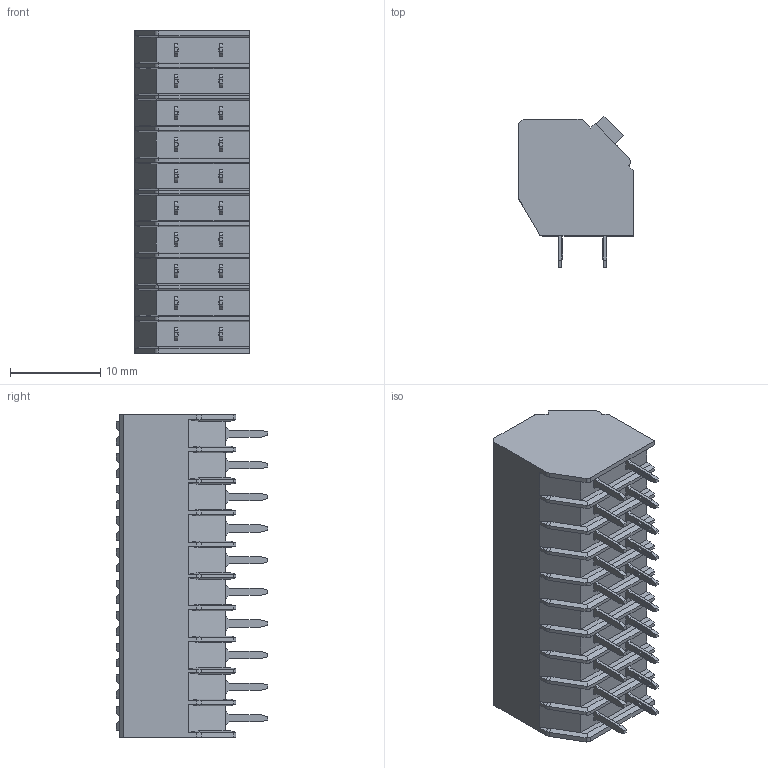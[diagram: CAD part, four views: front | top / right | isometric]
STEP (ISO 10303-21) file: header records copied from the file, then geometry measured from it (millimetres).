
FILE_DESCRIPTION((''),'2;1');
FILE_NAME('TLM-004AT-3_50-XXP-X','2024-09-29T',('sj'),(''),'PRO/ENGINEER BY PARAMETRIC TECHNOLOGY CORPORATION, 2015240','PRO/ENGINEER BY PARAMETRIC TECHNOLOGY CORPORATION, 2015240','');
FILE_SCHEMA(('CONFIG_CONTROL_DESIGN','SHAPE_APPEARANCE_LAYERS_GROUPS'));
Length unit declared in the file: millimetre
Products named in the file (1): TLM-004AT-3_50-XXP-X
Bounding box: 12.7 x 16.72 x 35.7 mm (x, y, z)
Volume: 4639 mm3; surface area: 3291.8 mm2
Topology: 1 solids, 1 shells, 856 faces, 2352 edges, 1548 vertices
Faces by surface type: plane 762, cylinder 74, cone 20
Entity records: 26964 total; most frequent: CARTESIAN_POINT 5226, ORIENTED_EDGE 4704, DIRECTION 4112, EDGE_CURVE 2352, VECTOR 2064, LINE 2064, VERTEX_POINT 1548, AXIS2_PLACEMENT_3D 1024
